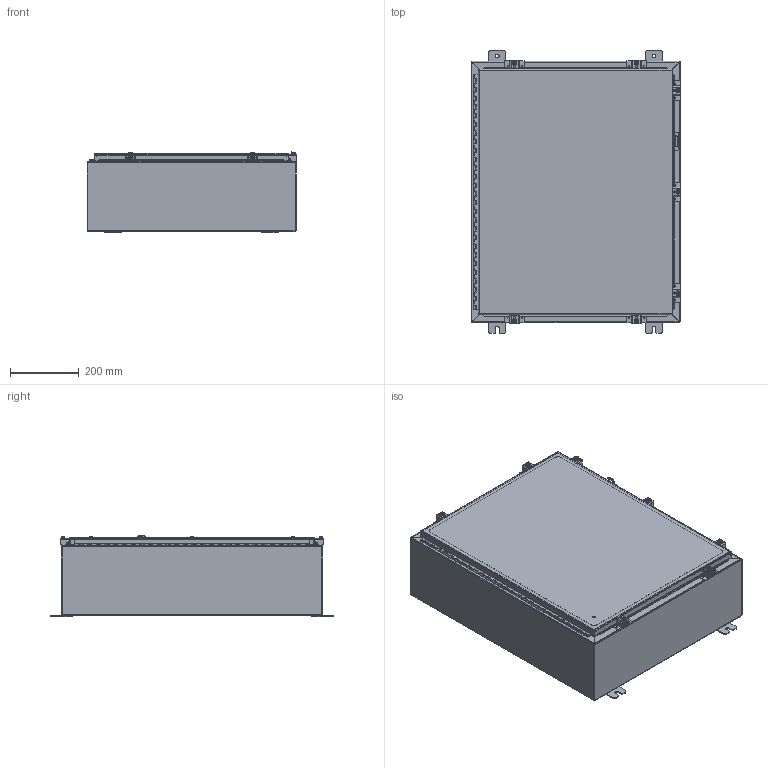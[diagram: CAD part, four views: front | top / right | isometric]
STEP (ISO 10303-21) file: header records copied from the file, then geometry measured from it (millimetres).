
FILE_DESCRIPTION(/* description */ ('ENCL,NEMA4X,ALUM,(30X24X8)'),/* implementation_level */ '2;1');
FILE_NAME(/* name */ 'ALN4302408.stp',/* time_stamp */ '2019-10-10T08:47:36-05:00',/* author */ ('msekardi'),/* organization */ (''),/* preprocessor_version */ 'ST-DEVELOPER v16.13',/* originating_system */ 'Autodesk Inventor 2018',/* authorisation */ '');
FILE_SCHEMA (('AUTOMOTIVE_DESIGN { 1 0 10303 214 3 1 1 }'));
Length unit declared in the file: inch
Products named in the file (19): ALN4302408; 38414; 348103; ALN4302408BKP; 3296; FOAM IN PLACE; 38846; ALN43024LID; 3286-27; 3286L-27; 3286P-27; 3286T-27; 38828; 30820; HFW30828; HFW30828 & HFW30829 CLAMP; HFW30828 & HFW30829 SCREW; HFW30828 & HFW30829 WASHER; HFW30828 & HFW30829 SPRING
Assembly tree (36 placements, depth 3):
  ALN4302408
    348103  x4
    38414
    ALN4302408BKP
    3296
    FOAM IN PLACE
    38846
    ALN43024LID
    3286-27
      3286L-27
      3286P-27
      3286T-27
    38828  x4
    HFW30828  x7
      HFW30828 & HFW30829 CLAMP
      HFW30828 & HFW30829 SCREW
      HFW30828 & HFW30829 WASHER
      HFW30828 & HFW30829 SPRING
    30820  x7
Bounding box: 612.25 x 825.5 x 237.62 mm (x, y, z)
Volume: 3524197.3 mm3; surface area: 3546355.6 mm2
Topology: 45 solids, 157 shells, 1798 faces, 4750 edges, 3211 vertices
Faces by surface type: plane 957, cylinder 506, bspline 200, cone 76, torus 59
Full cylindrical faces by diameter (mm): 1.652 x4, 2.794 x28, 3.048 x1, 3.967 x1, 5.359 x7, 6.35 x1, 7.163 x7, 8.382 x8, 8.56 x1, 8.89 x7, 11.125 x4, 12.7 x1, 13.208 x7, 15.875 x11
Entity records: 35642 total; most frequent: CARTESIAN_POINT 11151, ORIENTED_EDGE 4786, DIRECTION 4780, EDGE_CURVE 2423, LINE 1712, VECTOR 1712, VERTEX_POINT 1581, AXIS2_PLACEMENT_3D 1534
